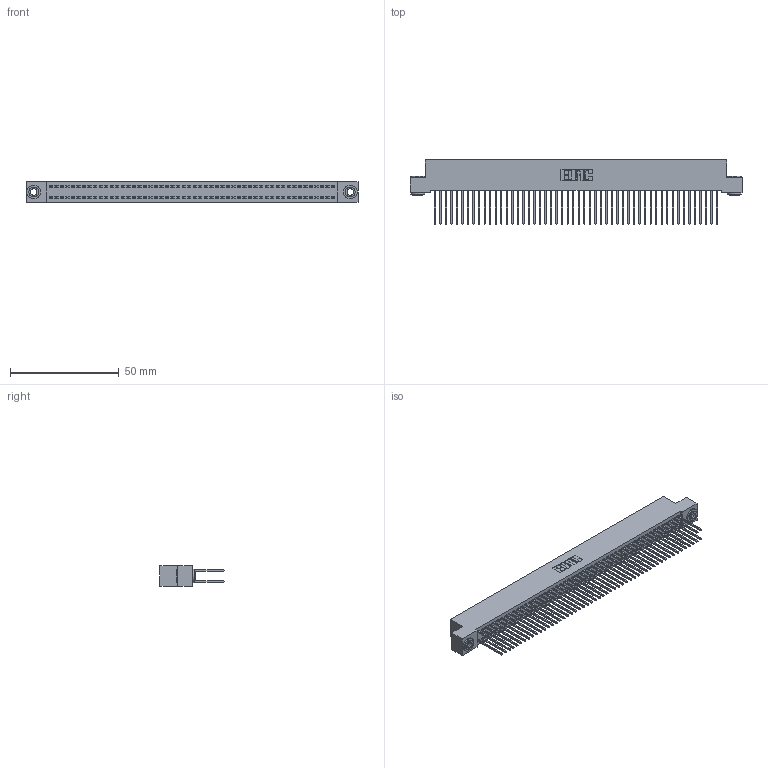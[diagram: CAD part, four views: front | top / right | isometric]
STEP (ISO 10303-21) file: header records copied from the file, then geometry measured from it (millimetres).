
FILE_DESCRIPTION (( 'STEP AP203' ), '1' );
FILE_NAME ('392-104-540-203.STEP', '2018-08-18T19:33:36', ( '' ), ( '' ), 'SwSTEP 2.0', 'SolidWorks 2016', '' );
FILE_SCHEMA (( 'CONFIG_CONTROL_DESIGN' ));
Length unit declared in the file: inch
Products named in the file (4): 342 Part_.156 TH; 345-292-001_345-293-140; 342-250-002_345-250-002-102; 392-104-540-203
Assembly tree (107 placements, depth 2):
  392-104-540-203
    342 Part_.156 TH
    345-292-001_345-293-140  x104
    342-250-002_345-250-002-102  x2
Bounding box: 152.4 x 29.47 x 9.4 mm (x, y, z)
Volume: 14157.5 mm3; surface area: 25258.1 mm2
Topology: 107 solids, 107 shells, 5556 faces, 16495 edges, 10854 vertices
Faces by surface type: plane 3820, cylinder 1728, cone 8
Entity records: 32696 total; most frequent: CARTESIAN_POINT 5381, ORIENTED_EDGE 5310, DIRECTION 4613, EDGE_CURVE 2655, LINE 2503, VECTOR 2503, VERTEX_POINT 1766, AXIS2_PLACEMENT_3D 1055
